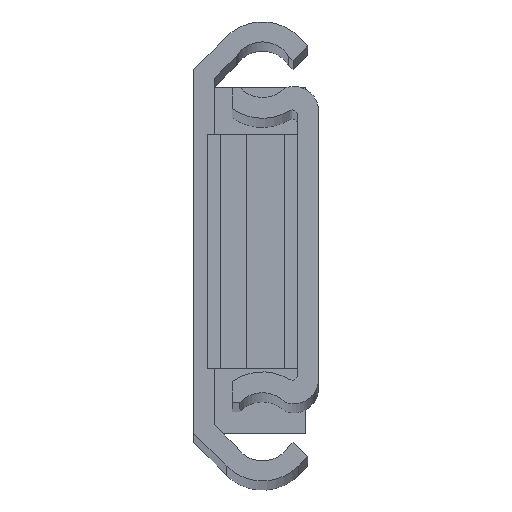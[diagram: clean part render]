
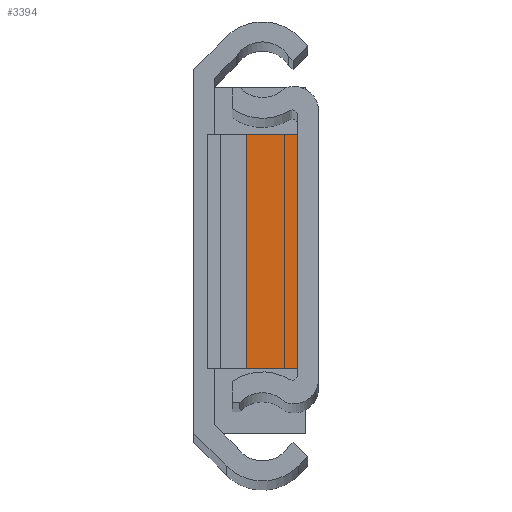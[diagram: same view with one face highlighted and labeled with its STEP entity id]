
A CAD part, top view. The second image highlights one B-rep face of the part: STEP entity #3394.
In plain terms, the highlighted face is planar.
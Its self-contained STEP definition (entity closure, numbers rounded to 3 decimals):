
#17 = VECTOR ( 'NONE', #2736, 1000. ) ;
#20 = VECTOR ( 'NONE', #2742, 1000. ) ;
#21 = VECTOR ( 'NONE', #2744, 1000. ) ;
#281 = VECTOR ( 'NONE', #949, 1000. ) ;
#291 = AXIS2_PLACEMENT_3D ( 'NONE', #982, #983, #984 ) ;
#476 = CARTESIAN_POINT ( 'NONE',  ( -71.2, -9., 0. ) ) ;
#477 = CARTESIAN_POINT ( 'NONE',  ( -71.2, 9., 0. ) ) ;
#860 = CARTESIAN_POINT ( 'NONE',  ( -71.2, -9., 5.9 ) ) ;
#861 = CARTESIAN_POINT ( 'NONE',  ( -71.2, 9., 5.9 ) ) ;
#948 = CARTESIAN_POINT ( 'NONE',  ( -71.2, 9., 0. ) ) ;
#949 = DIRECTION ( 'NONE',  ( 0., -1., 0. ) ) ;
#981 = PLANE ( 'NONE',  #291 ) ;
#982 = CARTESIAN_POINT ( 'NONE',  ( -71.2, 9., 0. ) ) ;
#983 = DIRECTION ( 'NONE',  ( -1., 0., 0. ) ) ;
#984 = DIRECTION ( 'NONE',  ( 0., 0., 1. ) ) ;
#1265 = EDGE_CURVE ( 'NONE', #2323, #2322, #2699, .T. ) ;
#1268 = EDGE_CURVE ( 'NONE', #2322, #2187, #2702, .T. ) ;
#1269 = EDGE_CURVE ( 'NONE', #2323, #2188, #2703, .T. ) ;
#2087 = ORIENTED_EDGE ( 'NONE', *, *, #1269, .F. ) ;
#2088 = ORIENTED_EDGE ( 'NONE', *, *, #1268, .T. ) ;
#2089 = ORIENTED_EDGE ( 'NONE', *, *, #3384, .F. ) ;
#2091 = ORIENTED_EDGE ( 'NONE', *, *, #1265, .T. ) ;
#2187 = VERTEX_POINT ( 'NONE', #476 ) ;
#2188 = VERTEX_POINT ( 'NONE', #477 ) ;
#2322 = VERTEX_POINT ( 'NONE', #860 ) ;
#2323 = VERTEX_POINT ( 'NONE', #861 ) ;
#2376 = EDGE_LOOP ( 'NONE', ( #2088, #2089, #2087, #2091 ) ) ;
#2699 = LINE ( 'NONE', #2735, #17 ) ;
#2702 = LINE ( 'NONE', #2741, #20 ) ;
#2703 = LINE ( 'NONE', #2743, #21 ) ;
#2735 = CARTESIAN_POINT ( 'NONE',  ( -71.2, 9., 5.9 ) ) ;
#2736 = DIRECTION ( 'NONE',  ( 0., -1., 0. ) ) ;
#2741 = CARTESIAN_POINT ( 'NONE',  ( -71.2, -9., 0. ) ) ;
#2742 = DIRECTION ( 'NONE',  ( 0., 0., -1. ) ) ;
#2743 = CARTESIAN_POINT ( 'NONE',  ( -71.2, 9., 0. ) ) ;
#2744 = DIRECTION ( 'NONE',  ( 0., 0., -1. ) ) ;
#3211 = LINE ( 'NONE', #948, #281 ) ;
#3219 = FACE_OUTER_BOUND ( 'NONE', #2376, .T. ) ;
#3384 = EDGE_CURVE ( 'NONE', #2188, #2187, #3211, .T. ) ;
#3394 = ADVANCED_FACE ( 'NONE', ( #3219 ), #981, .F. ) ;
